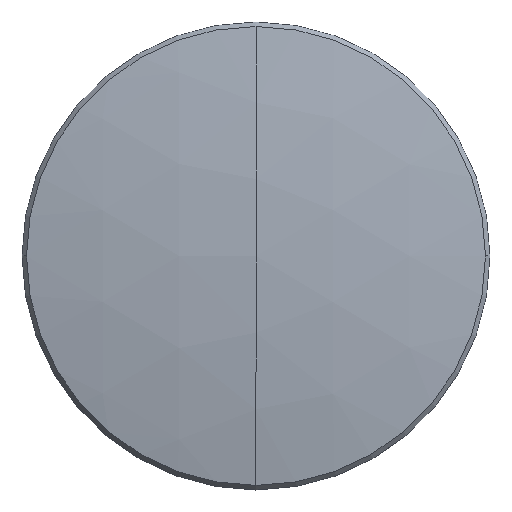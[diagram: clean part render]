
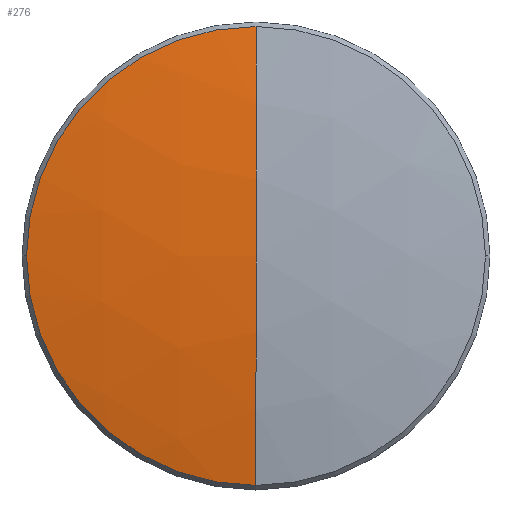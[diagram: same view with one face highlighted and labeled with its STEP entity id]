
A CAD part, top view. The second image highlights one B-rep face of the part: STEP entity #276.
In plain terms, the highlighted spherical face has radius 68.3 mm.
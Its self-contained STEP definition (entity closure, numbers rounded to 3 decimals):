
#2 = EDGE_CURVE ( 'NONE', #357, #129, #224, .T. ) ;
#15 = DIRECTION ( 'NONE',  ( -1., 0., 0. ) ) ;
#42 = EDGE_CURVE ( 'NONE', #357, #236, #285, .T. ) ;
#45 = DIRECTION ( 'NONE',  ( 0., 0., -1. ) ) ;
#48 = DIRECTION ( 'NONE',  ( 0., 1., 0. ) ) ;
#60 = CARTESIAN_POINT ( 'NONE',  ( 0., 0., -66.1 ) ) ;
#62 = ORIENTED_EDGE ( 'NONE', *, *, #42, .T. ) ;
#64 = EDGE_CURVE ( 'NONE', #236, #267, #330, .T. ) ;
#73 = ORIENTED_EDGE ( 'NONE', *, *, #64, .T. ) ;
#74 = DIRECTION ( 'NONE',  ( -1., 0., 0. ) ) ;
#81 = CARTESIAN_POINT ( 'NONE',  ( 0., 12.455, 1.055 ) ) ;
#90 = CARTESIAN_POINT ( 'NONE',  ( -12.455, 0., 1.055 ) ) ;
#102 = ORIENTED_EDGE ( 'NONE', *, *, #2, .F. ) ;
#103 = ORIENTED_EDGE ( 'NONE', *, *, #212, .T. ) ;
#116 = DIRECTION ( 'NONE',  ( -1., 0., 0. ) ) ;
#123 = CARTESIAN_POINT ( 'NONE',  ( 0., 0., 1.055 ) ) ;
#129 = VERTEX_POINT ( 'NONE', #359 ) ;
#161 = DIRECTION ( 'NONE',  ( 0., 0., 1. ) ) ;
#177 = DIRECTION ( 'NONE',  ( 0., -1., 0. ) ) ;
#195 = FACE_OUTER_BOUND ( 'NONE', #198, .T. ) ;
#198 = EDGE_LOOP ( 'NONE', ( #62, #73, #103, #102 ) ) ;
#210 = CIRCLE ( 'NONE', #253, 68.3 ) ;
#212 = EDGE_CURVE ( 'NONE', #267, #129, #210, .T. ) ;
#215 = AXIS2_PLACEMENT_3D ( 'NONE', #123, #234, #256 ) ;
#219 = SPHERICAL_SURFACE ( 'NONE', #278, 68.3 ) ;
#224 = CIRCLE ( 'NONE', #344, 68.3 ) ;
#234 = DIRECTION ( 'NONE',  ( 0., 0., 1. ) ) ;
#235 = CARTESIAN_POINT ( 'NONE',  ( 0., -12.455, 1.055 ) ) ;
#236 = VERTEX_POINT ( 'NONE', #90 ) ;
#253 = AXIS2_PLACEMENT_3D ( 'NONE', #319, #116, #177 ) ;
#256 = DIRECTION ( 'NONE',  ( -1., 0., 0. ) ) ;
#260 = CARTESIAN_POINT ( 'NONE',  ( 0., 0., 1.055 ) ) ;
#267 = VERTEX_POINT ( 'NONE', #235 ) ;
#276 = ADVANCED_FACE ( 'NONE', ( #195 ), #219, .T. ) ;
#278 = AXIS2_PLACEMENT_3D ( 'NONE', #60, #15, #48 ) ;
#283 = DIRECTION ( 'NONE',  ( 1., 0., 0. ) ) ;
#285 = CIRCLE ( 'NONE', #312, 12.455 ) ;
#312 = AXIS2_PLACEMENT_3D ( 'NONE', #260, #161, #74 ) ;
#319 = CARTESIAN_POINT ( 'NONE',  ( 0., 0., -66.1 ) ) ;
#330 = CIRCLE ( 'NONE', #215, 12.455 ) ;
#344 = AXIS2_PLACEMENT_3D ( 'NONE', #363, #283, #45 ) ;
#357 = VERTEX_POINT ( 'NONE', #81 ) ;
#359 = CARTESIAN_POINT ( 'NONE',  ( 0., 0., 2.2 ) ) ;
#363 = CARTESIAN_POINT ( 'NONE',  ( 0., 0., -66.1 ) ) ;
